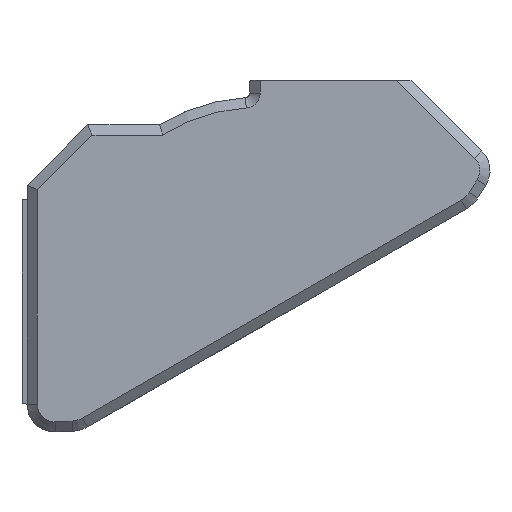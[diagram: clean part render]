
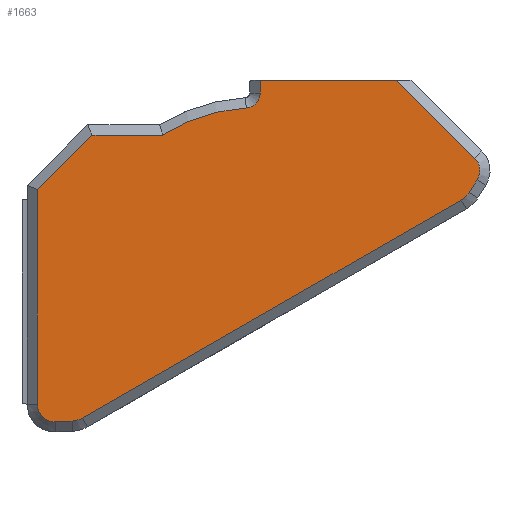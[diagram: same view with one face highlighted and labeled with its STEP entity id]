
A CAD part, front view. The second image highlights one B-rep face of the part: STEP entity #1663.
In plain terms, the highlighted planar face has unit normal (0, -1, 0).
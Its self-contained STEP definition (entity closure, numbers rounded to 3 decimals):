
#154=PLANE('',#1828);
#249=FACE_OUTER_BOUND('',#354,.T.);
#354=EDGE_LOOP('',(#1498,#1499,#1500,#1501,#1502,#1503,#1504,#1505,#1506,
#1507,#1508,#1509,#1510,#1511,#1512));
#367=LINE('',#2310,#506);
#405=LINE('',#3016,#544);
#408=LINE('',#3028,#547);
#412=LINE('',#3040,#551);
#416=LINE('',#3050,#555);
#419=LINE('',#3061,#558);
#422=LINE('',#3070,#561);
#425=LINE('',#3074,#564);
#428=LINE('',#3082,#567);
#506=VECTOR('',#1857,10.);
#544=VECTOR('',#1979,10.);
#547=VECTOR('',#1984,10.);
#551=VECTOR('',#1996,10.);
#555=VECTOR('',#2008,10.);
#558=VECTOR('',#2019,10.);
#561=VECTOR('',#2030,10.);
#564=VECTOR('',#2035,10.);
#567=VECTOR('',#2042,10.);
#659=CIRCLE('',#1733,1.7);
#661=CIRCLE('',#1737,2.2);
#663=CIRCLE('',#1741,2.2);
#665=CIRCLE('',#1745,1.7);
#667=CIRCLE('',#1752,1.45);
#669=CIRCLE('',#1755,17.1);
#694=VERTEX_POINT('',#2300);
#698=VERTEX_POINT('',#2308);
#766=VERTEX_POINT('',#3013);
#767=VERTEX_POINT('',#3015);
#770=VERTEX_POINT('',#3025);
#771=VERTEX_POINT('',#3027);
#773=VERTEX_POINT('',#3032);
#775=VERTEX_POINT('',#3038);
#776=VERTEX_POINT('',#3043);
#777=VERTEX_POINT('',#3048);
#779=VERTEX_POINT('',#3053);
#781=VERTEX_POINT('',#3059);
#783=VERTEX_POINT('',#3065);
#786=VERTEX_POINT('',#3080);
#788=VERTEX_POINT('',#3085);
#845=EDGE_CURVE('',#698,#694,#367,.T.);
#942=EDGE_CURVE('',#766,#767,#405,.T.);
#946=EDGE_CURVE('',#770,#771,#408,.T.);
#949=EDGE_CURVE('',#773,#770,#659,.T.);
#952=EDGE_CURVE('',#775,#773,#412,.T.);
#955=EDGE_CURVE('',#776,#775,#661,.T.);
#958=EDGE_CURVE('',#777,#776,#416,.T.);
#960=EDGE_CURVE('',#779,#777,#663,.T.);
#963=EDGE_CURVE('',#781,#779,#419,.T.);
#966=EDGE_CURVE('',#783,#781,#665,.T.);
#968=EDGE_CURVE('',#694,#783,#422,.T.);
#971=EDGE_CURVE('',#771,#766,#425,.T.);
#975=EDGE_CURVE('',#786,#698,#428,.T.);
#977=EDGE_CURVE('',#788,#786,#667,.T.);
#979=EDGE_CURVE('',#767,#788,#669,.T.);
#1498=ORIENTED_EDGE('',*,*,#968,.F.);
#1499=ORIENTED_EDGE('',*,*,#845,.F.);
#1500=ORIENTED_EDGE('',*,*,#975,.F.);
#1501=ORIENTED_EDGE('',*,*,#977,.F.);
#1502=ORIENTED_EDGE('',*,*,#979,.F.);
#1503=ORIENTED_EDGE('',*,*,#942,.F.);
#1504=ORIENTED_EDGE('',*,*,#971,.F.);
#1505=ORIENTED_EDGE('',*,*,#946,.F.);
#1506=ORIENTED_EDGE('',*,*,#949,.F.);
#1507=ORIENTED_EDGE('',*,*,#952,.F.);
#1508=ORIENTED_EDGE('',*,*,#955,.F.);
#1509=ORIENTED_EDGE('',*,*,#958,.F.);
#1510=ORIENTED_EDGE('',*,*,#960,.F.);
#1511=ORIENTED_EDGE('',*,*,#963,.F.);
#1512=ORIENTED_EDGE('',*,*,#966,.F.);
#1663=ADVANCED_FACE('',(#249),#154,.T.);
#1733=AXIS2_PLACEMENT_3D('',#3034,#1989,#1990);
#1737=AXIS2_PLACEMENT_3D('',#3045,#2001,#2002);
#1741=AXIS2_PLACEMENT_3D('',#3055,#2012,#2013);
#1745=AXIS2_PLACEMENT_3D('',#3067,#2024,#2025);
#1752=AXIS2_PLACEMENT_3D('',#3087,#2046,#2047);
#1755=AXIS2_PLACEMENT_3D('',#3090,#2052,#2053);
#1828=AXIS2_PLACEMENT_3D('',#3278,#2266,#2267);
#1857=DIRECTION('',(1.,0.,0.));
#1979=DIRECTION('',(1.,0.,0.));
#1984=DIRECTION('',(0.,0.,1.));
#1989=DIRECTION('center_axis',(0.,1.,0.));
#1990=DIRECTION('ref_axis',(-1.,0.,0.));
#1996=DIRECTION('',(-0.999,0.,-0.04));
#2001=DIRECTION('center_axis',(0.,1.,0.));
#2002=DIRECTION('ref_axis',(1.,0.,0.));
#2008=DIRECTION('',(-0.867,0.,-0.499));
#2012=DIRECTION('center_axis',(0.,1.,0.));
#2013=DIRECTION('ref_axis',(1.,0.,0.));
#2019=DIRECTION('',(-0.534,0.,-0.846));
#2024=DIRECTION('center_axis',(0.,1.,0.));
#2025=DIRECTION('ref_axis',(0.846,0.,-0.534));
#2030=DIRECTION('',(0.707,0.,-0.707));
#2035=DIRECTION('',(0.707,0.,0.707));
#2042=DIRECTION('',(0.,0.,1.));
#2046=DIRECTION('center_axis',(0.,-1.,0.));
#2047=DIRECTION('ref_axis',(0.061,0.,-0.998));
#2052=DIRECTION('center_axis',(0.,1.,0.));
#2053=DIRECTION('ref_axis',(-1.,0.,0.));
#2266=DIRECTION('center_axis',(0.,-1.,0.));
#2267=DIRECTION('ref_axis',(1.,0.,0.));
#2300=CARTESIAN_POINT('',(32.59,-25.4,30.757));
#2308=CARTESIAN_POINT('',(19.314,-25.4,30.757));
#2310=CARTESIAN_POINT('',(34.389,-25.4,30.757));
#3013=CARTESIAN_POINT('',(2.934,-25.4,25.398));
#3015=CARTESIAN_POINT('',(9.813,-25.4,25.398));
#3016=CARTESIAN_POINT('',(7.89,-25.4,25.398));
#3025=CARTESIAN_POINT('',(-2.38,-25.4,-0.818));
#3027=CARTESIAN_POINT('',(-2.38,-25.4,20.084));
#3028=CARTESIAN_POINT('',(-2.38,-25.4,7.264));
#3032=CARTESIAN_POINT('',(-0.613,-25.4,-2.517));
#3034=CARTESIAN_POINT('Origin',(-0.68,-25.4,-0.818));
#3038=CARTESIAN_POINT('',(0.992,-25.4,-2.453));
#3040=CARTESIAN_POINT('',(9.578,-25.4,-2.112));
#3043=CARTESIAN_POINT('',(2.002,-25.4,-2.162));
#3045=CARTESIAN_POINT('Origin',(0.904,-25.4,-0.255));
#3048=CARTESIAN_POINT('',(38.903,-25.4,19.077));
#3050=CARTESIAN_POINT('',(11.858,-25.4,3.511));
#3053=CARTESIAN_POINT('',(39.666,-25.4,19.809));
#3055=CARTESIAN_POINT('Origin',(37.805,-25.4,20.983));
#3059=CARTESIAN_POINT('',(40.439,-25.4,21.034));
#3061=CARTESIAN_POINT('',(35.345,-25.4,12.968));
#3065=CARTESIAN_POINT('',(40.204,-25.4,23.144));
#3067=CARTESIAN_POINT('Origin',(39.002,-25.4,21.942));
#3070=CARTESIAN_POINT('',(37.324,-25.4,26.023));
#3074=CARTESIAN_POINT('',(2.718,-25.4,25.181));
#3080=CARTESIAN_POINT('',(19.314,-25.4,29.492));
#3082=CARTESIAN_POINT('',(19.314,-25.4,22.088));
#3085=CARTESIAN_POINT('',(17.953,-25.4,28.045));
#3087=CARTESIAN_POINT('Origin',(17.864,-25.4,29.492));
#3090=CARTESIAN_POINT('Origin',(19.002,-25.4,10.977));
#3278=CARTESIAN_POINT('Origin',(19.161,-25.4,13.619));
